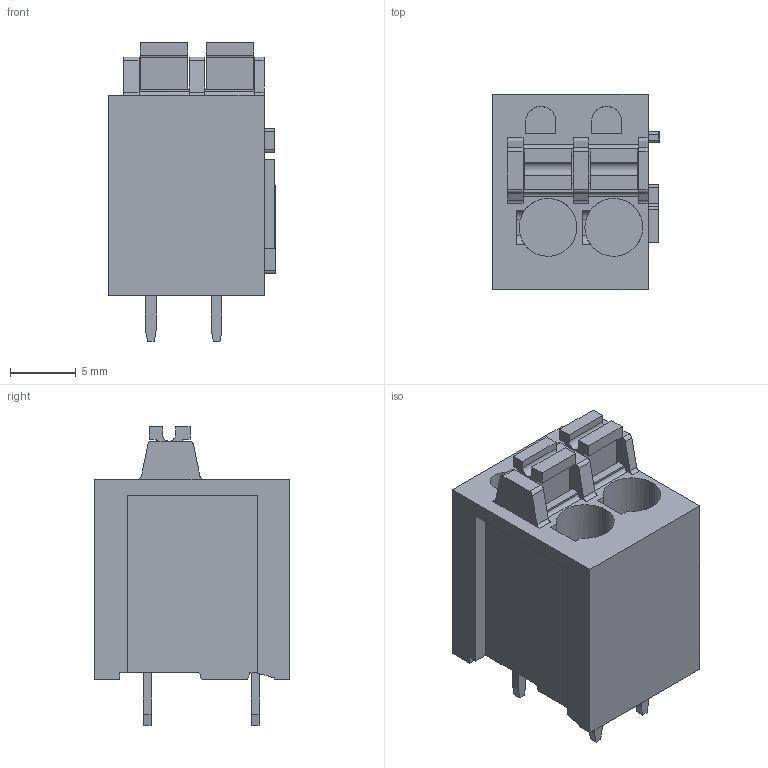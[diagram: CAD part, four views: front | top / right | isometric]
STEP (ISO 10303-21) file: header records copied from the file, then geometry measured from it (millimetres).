
FILE_DESCRIPTION(('CATIA V5 STEP Exchange','CAx-IF Rec.Pracs.--- Model Styling and Organization---1.4--- 2014-01-23'),'2;1');
FILE_NAME ('D1491527_0_1425030000_1425030000.stp','2021-06-28T07:24:42+00:00',('none'),('Weidmueller'),'CATIA Version 5-6 Release 2016 SP3 HF44','CATIA V5 STEP AP214','none');
FILE_SCHEMA(('AUTOMOTIVE_DESIGN { 1 0 10303 214 1 1 1 1 }'));
Length unit declared in the file: millimetre
Products named in the file (1): 1425030000
Bounding box: 12.65 x 14.8 x 22.7 mm (x, y, z)
Volume: 2379.3 mm3; surface area: 1820.5 mm2
Topology: 7 solids, 7 shells, 192 faces, 511 edges, 340 vertices
Faces by surface type: plane 143, cylinder 49
Entity records: 5911 total; most frequent: CARTESIAN_POINT 1075, ORIENTED_EDGE 1022, DIRECTION 798, EDGE_CURVE 511, VECTOR 409, LINE 409, VERTEX_POINT 340, AXIS2_PLACEMENT_3D 242
